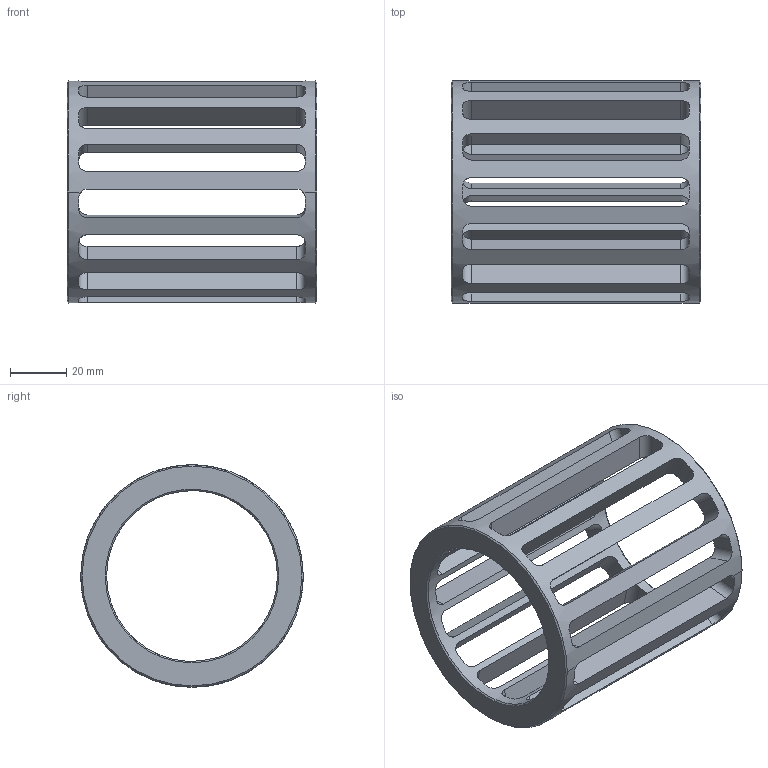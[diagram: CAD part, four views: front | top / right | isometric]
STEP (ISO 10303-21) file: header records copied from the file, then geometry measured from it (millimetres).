
FILE_DESCRIPTION(('Creo Elements/Direct Modeling STEP Export'),'2;1');
FILE_NAME('00012015 CAGE BRONZE GALET ROTORA AXE Ø60.stp','2023-08-28T16:17:17',(''),(''),'Creo Elements/Direct Modeling STEP processor for AP214 (Solid Model)','Creo Elements/Direct Modeling 20.5 09-Apr-2022 (C) Parametric Technology GmbH','');
FILE_SCHEMA(('AUTOMOTIVE_DESIGN { 1 0 10303 214 1 1 1 1 }'));
Length unit declared in the file: millimetre
Products named in the file (1): 00012015 CAGE BRONZE GALET ROTORA AXE Ø60
Bounding box: 89 x 79.2 x 79.2 mm (x, y, z)
Volume: 67161.8 mm3; surface area: 43004.7 mm2
Topology: 1 solids, 1 shells, 134 faces, 406 edges, 270 vertices
Faces by surface type: cylinder 64, plane 62, cone 8
Entity records: 7064 total; most frequent: CARTESIAN_POINT 3441, ORIENTED_EDGE 812, DIRECTION 602, EDGE_CURVE 406, VERTEX_POINT 270, AXIS2_PLACEMENT_3D 205, VECTOR 192, LINE 192
